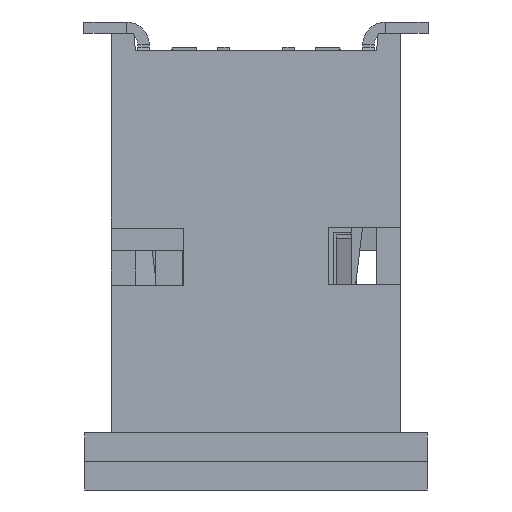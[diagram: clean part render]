
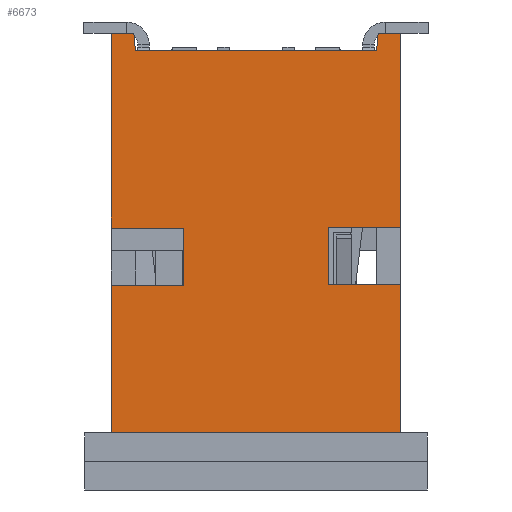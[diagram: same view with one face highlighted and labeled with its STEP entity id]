
A CAD part, left-side view. The second image highlights one B-rep face of the part: STEP entity #6673.
In plain terms, the highlighted planar face has unit normal (-1, 0, 0).
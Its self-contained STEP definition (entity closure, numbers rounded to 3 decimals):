
#6=DIRECTION('',(0.,-1.,0.));
#7=VECTOR('',#6,0.4);
#8=CARTESIAN_POINT('',(2.,-2.14,0.));
#9=LINE('1029',#8,#7);
#30=DIRECTION('',(0.,-1.,0.));
#31=VECTOR('',#30,0.4);
#32=CARTESIAN_POINT('',(2.,2.54,0.));
#33=LINE('1028',#32,#31);
#1118=DIRECTION('',(0.,-1.,0.));
#1119=VECTOR('',#1118,5.08);
#1120=CARTESIAN_POINT('',(2.,2.54,7.));
#1121=LINE('33',#1120,#1119);
#1134=DIRECTION('',(0.,0.087,0.996));
#1135=VECTOR('',#1134,0.301);
#1136=CARTESIAN_POINT('',(2.,-2.14,0.));
#1137=LINE('996',#1136,#1135);
#1138=DIRECTION('',(0.,1.,0.));
#1139=VECTOR('',#1138,4.228);
#1140=CARTESIAN_POINT('',(2.,-2.114,0.3));
#1141=LINE('997',#1140,#1139);
#1142=DIRECTION('',(0.,0.087,-0.996));
#1143=VECTOR('',#1142,0.301);
#1144=CARTESIAN_POINT('',(2.,2.114,0.3));
#1145=LINE('998',#1144,#1143);
#1146=DIRECTION('',(0.,0.,1.));
#1147=VECTOR('',#1146,3.4);
#1148=CARTESIAN_POINT('',(2.,2.54,0.));
#1149=LINE('907',#1148,#1147);
#1150=DIRECTION('',(0.,-1.,0.));
#1151=VECTOR('',#1150,1.27);
#1152=CARTESIAN_POINT('',(2.,2.54,3.4));
#1153=LINE('38741',#1152,#1151);
#1154=DIRECTION('',(0.,0.,1.));
#1155=VECTOR('',#1154,1.);
#1156=CARTESIAN_POINT('',(2.,1.27,3.4));
#1157=LINE('893',#1156,#1155);
#1158=DIRECTION('',(0.,-1.,0.));
#1159=VECTOR('',#1158,1.27);
#1160=CARTESIAN_POINT('',(2.,2.54,4.4));
#1161=LINE('895',#1160,#1159);
#1162=DIRECTION('',(0.,0.,1.));
#1163=VECTOR('',#1162,2.6);
#1164=CARTESIAN_POINT('',(2.,2.54,4.4));
#1165=LINE('908',#1164,#1163);
#1166=DIRECTION('',(0.,1.,0.));
#1167=VECTOR('',#1166,1.27);
#1168=CARTESIAN_POINT('',(2.,-2.54,4.41));
#1169=LINE('951',#1168,#1167);
#1170=DIRECTION('',(0.,0.,1.));
#1171=VECTOR('',#1170,1.);
#1172=CARTESIAN_POINT('',(2.,-1.27,3.41));
#1173=LINE('949',#1172,#1171);
#1174=DIRECTION('',(0.,1.,0.));
#1175=VECTOR('',#1174,1.27);
#1176=CARTESIAN_POINT('',(2.,-2.54,3.41));
#1177=LINE('38734',#1176,#1175);
#2174=DIRECTION('',(0.,0.,1.));
#2175=VECTOR('',#2174,3.41);
#2176=CARTESIAN_POINT('',(2.,-2.54,0.));
#2177=LINE('961',#2176,#2175);
#2198=DIRECTION('',(0.,0.,1.));
#2199=VECTOR('',#2198,2.59);
#2200=CARTESIAN_POINT('',(2.,-2.54,4.41));
#2201=LINE('962',#2200,#2199);
#3878=CARTESIAN_POINT('',(2.,2.54,7.));
#3879=CARTESIAN_POINT('',(2.,-2.54,7.));
#3880=VERTEX_POINT('',#3878);
#3881=VERTEX_POINT('',#3879);
#3944=CARTESIAN_POINT('',(2.,1.27,3.4));
#3945=CARTESIAN_POINT('',(2.,1.27,4.4));
#3946=VERTEX_POINT('',#3944);
#3947=VERTEX_POINT('',#3945);
#3948=CARTESIAN_POINT('',(2.,2.54,4.4));
#3949=VERTEX_POINT('',#3948);
#3954=CARTESIAN_POINT('',(2.,2.54,3.4));
#3955=VERTEX_POINT('',#3954);
#3964=CARTESIAN_POINT('',(2.,2.54,0.));
#3965=VERTEX_POINT('',#3964);
#3974=CARTESIAN_POINT('',(2.,-1.27,3.41));
#3975=CARTESIAN_POINT('',(2.,-1.27,4.41));
#3976=VERTEX_POINT('',#3974);
#3977=VERTEX_POINT('',#3975);
#3978=CARTESIAN_POINT('',(2.,-2.54,4.41));
#3979=VERTEX_POINT('',#3978);
#3986=CARTESIAN_POINT('',(2.,-2.54,0.));
#3987=CARTESIAN_POINT('',(2.,-2.54,3.41));
#3988=VERTEX_POINT('',#3986);
#3989=VERTEX_POINT('',#3987);
#3998=CARTESIAN_POINT('',(2.,-2.14,0.));
#4000=VERTEX_POINT('',#3998);
#4006=CARTESIAN_POINT('',(2.,2.14,0.));
#4008=VERTEX_POINT('',#4006);
#4014=CARTESIAN_POINT('',(2.,-2.114,0.3));
#4015=VERTEX_POINT('',#4014);
#4016=CARTESIAN_POINT('',(2.,2.114,0.3));
#4017=VERTEX_POINT('',#4016);
#6639=CARTESIAN_POINT('',(2.,2.54,0.));
#6640=DIRECTION('',(-1.,0.,0.));
#6641=DIRECTION('',(0.,-1.,0.));
#6642=AXIS2_PLACEMENT_3D('',#6639,#6640,#6641);
#6643=PLANE('37',#6642);
#6644=ORIENTED_EDGE('996',*,*,#5249,.T.);
#6645=ORIENTED_EDGE('997',*,*,#5482,.T.);
#6647=ORIENTED_EDGE('998',*,*,#6646,.T.);
#6648=ORIENTED_EDGE('1028',*,*,#5157,.F.);
#6650=ORIENTED_EDGE('907',*,*,#6649,.T.);
#6652=ORIENTED_EDGE('38741',*,*,#6651,.T.);
#6654=ORIENTED_EDGE('893',*,*,#6653,.T.);
#6656=ORIENTED_EDGE('895',*,*,#6655,.F.);
#6658=ORIENTED_EDGE('908',*,*,#6657,.T.);
#6659=ORIENTED_EDGE('33',*,*,#6569,.T.);
#6661=ORIENTED_EDGE('962',*,*,#6660,.F.);
#6663=ORIENTED_EDGE('951',*,*,#6662,.T.);
#6665=ORIENTED_EDGE('949',*,*,#6664,.F.);
#6667=ORIENTED_EDGE('38734',*,*,#6666,.F.);
#6669=ORIENTED_EDGE('961',*,*,#6668,.F.);
#6670=ORIENTED_EDGE('1029',*,*,#5121,.F.);
#6671=EDGE_LOOP('37',(#6644,#6645,#6647,#6648,#6650,#6652,#6654,#6656,#6658,
#6659,#6661,#6663,#6665,#6667,#6669,#6670));
#6672=FACE_OUTER_BOUND('37',#6671,.F.);
#6673=ADVANCED_FACE('37',(#6672),#6643,.T.);
#5121=EDGE_CURVE('1029',#4000,#3988,#9,.T.);
#5157=EDGE_CURVE('1028',#3965,#4008,#33,.T.);
#5249=EDGE_CURVE('996',#4000,#4015,#1137,.T.);
#5482=EDGE_CURVE('997',#4015,#4017,#1141,.T.);
#6569=EDGE_CURVE('33',#3880,#3881,#1121,.T.);
#6646=EDGE_CURVE('998',#4017,#4008,#1145,.T.);
#6649=EDGE_CURVE('907',#3965,#3955,#1149,.T.);
#6651=EDGE_CURVE('38741',#3955,#3946,#1153,.T.);
#6653=EDGE_CURVE('893',#3946,#3947,#1157,.T.);
#6655=EDGE_CURVE('895',#3949,#3947,#1161,.T.);
#6657=EDGE_CURVE('908',#3949,#3880,#1165,.T.);
#6660=EDGE_CURVE('962',#3979,#3881,#2201,.T.);
#6662=EDGE_CURVE('951',#3979,#3977,#1169,.T.);
#6664=EDGE_CURVE('949',#3976,#3977,#1173,.T.);
#6666=EDGE_CURVE('38734',#3989,#3976,#1177,.T.);
#6668=EDGE_CURVE('961',#3988,#3989,#2177,.T.);
